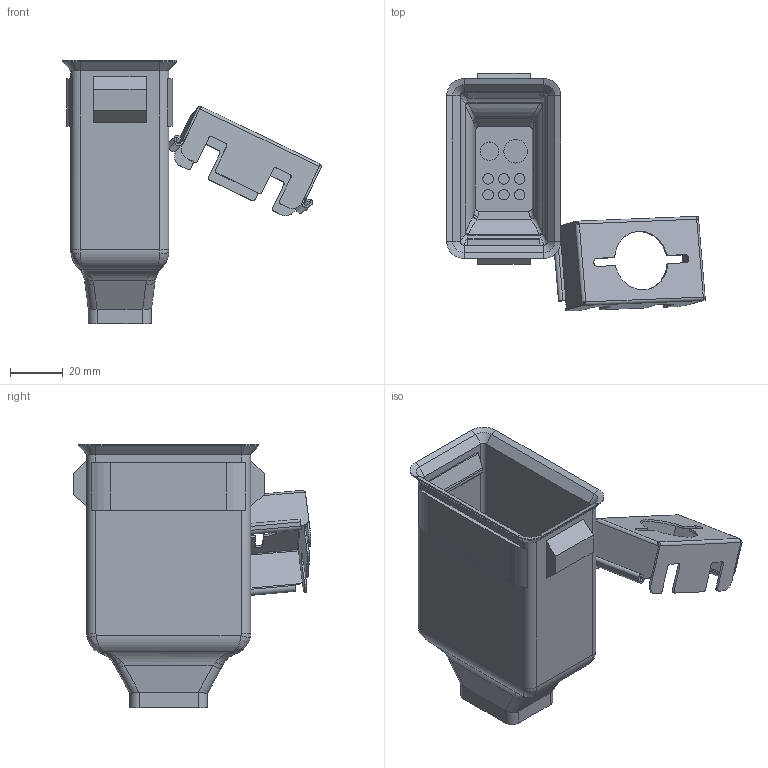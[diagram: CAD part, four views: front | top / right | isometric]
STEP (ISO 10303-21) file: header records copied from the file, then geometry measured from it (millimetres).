
FILE_DESCRIPTION((''),'2;1');
FILE_NAME('ZBZ60-3D_ASM','2020-12-31T11:11:37',('SESA231899'),('Schneider-Electric'),'CREO PARAMETRIC BY PTC INC, 2019164','CREO PARAMETRIC BY PTC INC, 2019164','');
FILE_SCHEMA(('AP242_MANAGED_MODEL_BASED_3D_ENGINEERING_MIM_LF { 1 0 10303 442 1 1 4 }'));
Length unit declared in the file: millimetre
Products named in the file (3): ZBZ60-3D_AAV8085201; ZBZ60-3D_AAV8085401; ZBZ60-3D_ASM
Assembly tree (2 placements, depth 2):
  ZBZ60-3D_ASM
    ZBZ60-3D_AAV8085201
    ZBZ60-3D_AAV8085401
Bounding box: 98.14 x 90.31 x 100 mm (x, y, z)
Volume: 48831.2 mm3; surface area: 47078.4 mm2
Topology: 2 solids, 2 shells, 382 faces, 935 edges, 602 vertices
Faces by surface type: plane 178, cylinder 136, bspline 48, cone 12, torus 8
Entity records: 13898 total; most frequent: CARTESIAN_POINT 3780, DIRECTION 1823, ORIENTED_EDGE 1800, EDGE_CURVE 900, AXIS2_PLACEMENT_3D 648, VERTEX_POINT 544, VECTOR 527, LINE 527
